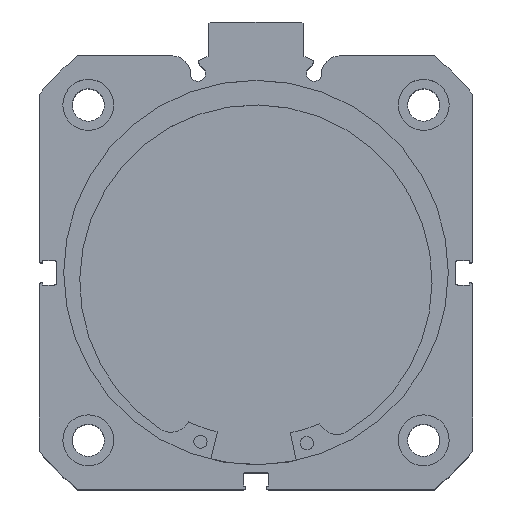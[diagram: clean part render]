
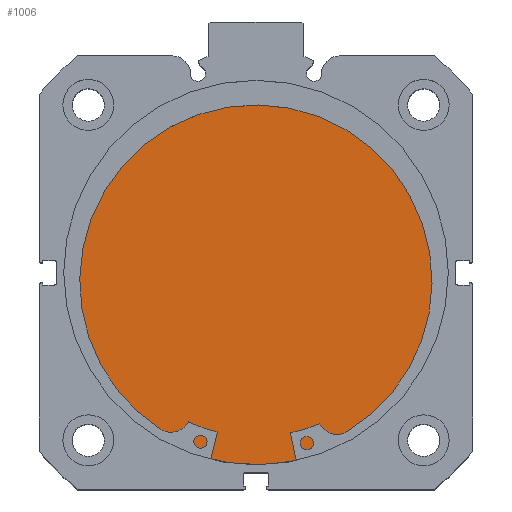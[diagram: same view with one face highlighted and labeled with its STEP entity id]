
A CAD part, top view. The second image highlights one B-rep face of the part: STEP entity #1006.
In plain terms, the highlighted face is planar.
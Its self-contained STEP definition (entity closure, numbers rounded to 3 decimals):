
#1006 = ADVANCED_FACE ( 'NONE', ( #3173 ), #2910, .F. ) ;
#1713 = EDGE_CURVE ( 'NONE', #6869, #6823, #4493, .T. ) ;
#1724 = EDGE_CURVE ( 'NONE', #6823, #6869, #4509, .T. ) ;
#1967 = AXIS2_PLACEMENT_3D ( 'NONE', #2912, #2809, #2752 ) ;
#2337 = AXIS2_PLACEMENT_3D ( 'NONE', #5002, #5009, #5010 ) ;
#2345 = AXIS2_PLACEMENT_3D ( 'NONE', #5041, #5045, #5047 ) ;
#2752 = DIRECTION ( 'NONE',  ( 0., 0., 1. ) ) ;
#2809 = DIRECTION ( 'NONE',  ( -1., 0., 0. ) ) ;
#2910 = PLANE ( 'NONE',  #1967 ) ;
#2912 = CARTESIAN_POINT ( 'NONE',  ( 13., 51., 0. ) ) ;
#3173 = FACE_OUTER_BOUND ( 'NONE', #3479, .T. ) ;
#3321 = ORIENTED_EDGE ( 'NONE', *, *, #1724, .F. ) ;
#3346 = ORIENTED_EDGE ( 'NONE', *, *, #1713, .F. ) ;
#3479 = EDGE_LOOP ( 'NONE', ( #3321, #3346 ) ) ;
#4493 = CIRCLE ( 'NONE', #2337, 51. ) ;
#4509 = CIRCLE ( 'NONE', #2345, 51. ) ;
#5002 = CARTESIAN_POINT ( 'NONE',  ( 13., 0., 0. ) ) ;
#5009 = DIRECTION ( 'NONE',  ( -1., 0., 0. ) ) ;
#5010 = DIRECTION ( 'NONE',  ( 0., 0., 1. ) ) ;
#5041 = CARTESIAN_POINT ( 'NONE',  ( 13., 0., 0. ) ) ;
#5045 = DIRECTION ( 'NONE',  ( -1., 0., 0. ) ) ;
#5047 = DIRECTION ( 'NONE',  ( 0., 0., 1. ) ) ;
#6202 = CARTESIAN_POINT ( 'NONE',  ( 13., 0., 51. ) ) ;
#6248 = CARTESIAN_POINT ( 'NONE',  ( 13., 0., -51. ) ) ;
#6823 = VERTEX_POINT ( 'NONE', #6202 ) ;
#6869 = VERTEX_POINT ( 'NONE', #6248 ) ;
